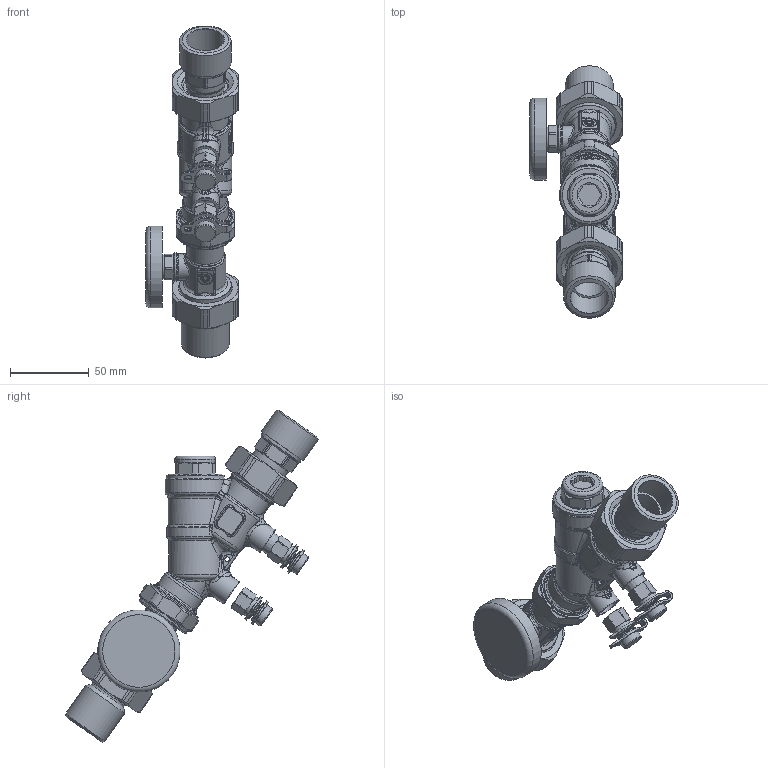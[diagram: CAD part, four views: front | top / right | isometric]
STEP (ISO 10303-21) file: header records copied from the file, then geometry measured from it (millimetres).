
FILE_DESCRIPTION(/* description */ (''),/* implementation_level */ '2;1');
FILE_NAME(/* name */ '128460AFC_Simplify_1.stp',/* time_stamp */ '2025-08-04T12:05:16-05:00',/* author */ ('ischreiner'),/* organization */ (''),/* preprocessor_version */ 'ST-DEVELOPER v20',/* originating_system */ 'Autodesk Inventor 2025',/* authorisation */ '');
FILE_SCHEMA (('AUTOMOTIVE_DESIGN { 1 0 10303 214 3 1 1 }'));
Products named in the file (1): 128460AFC_Simplify_1
Bounding box: 58.86 x 160.82 x 211.12 mm (x, y, z)
Volume: 248225 mm3; surface area: 65949.7 mm2
Topology: 8 solids, 8 shells, 1748 faces, 4222 edges, 2450 vertices
Faces by surface type: bspline 874, cylinder 345, plane 253, cone 143, torus 91, sphere 42
Full cylindrical faces by diameter (mm): 3 x1, 8 x2, 11.5 x2, 12 x4, 12.2 x2, 13.5 x6, 13.9 x2, 15.24 x1, 15.875 x1, 17 x1, 17.5 x2, 18 x1, 21 x1, 23.5 x1, 24 x4, 24.13 x1, 25.4 x1, 25.5 x1, 25.8 x1, 27.94 x1, 29.5 x1, 29.6 x1, 30 x3, 30.048 x2, 30.3 x2, 30.48 x3, 30.5 x1, 32.8 x1, 33.1 x3, 37 x3
Entity records: 166022 total; most frequent: CARTESIAN_POINT 129311, ORIENTED_EDGE 8298, DIRECTION 5644, EDGE_CURVE 4149, VERTEX_POINT 2450, AXIS2_PLACEMENT_3D 2430, EDGE_LOOP 1805, STYLED_ITEM 1756
